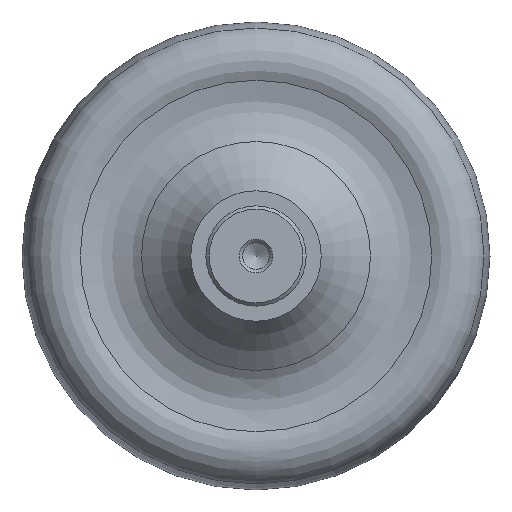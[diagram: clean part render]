
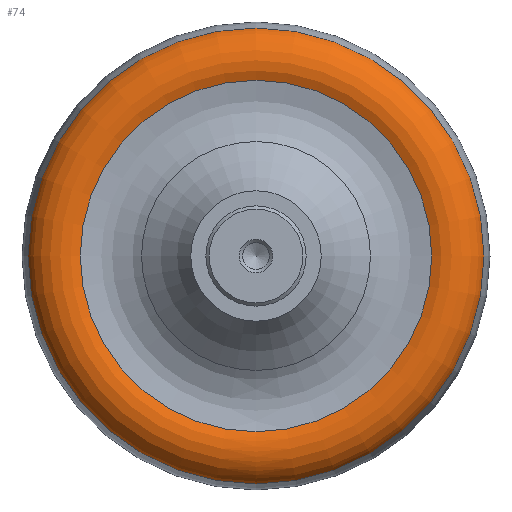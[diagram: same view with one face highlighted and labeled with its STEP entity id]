
A CAD part, left-side view. The second image highlights one B-rep face of the part: STEP entity #74.
In plain terms, the highlighted toroidal (fillet/blend) face has major radius 58 mm and minor radius 11 mm.
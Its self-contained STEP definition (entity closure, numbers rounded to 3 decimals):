
#74 = ADVANCED_FACE( '', ( #159, #160 ), #161, .T. );
#159 = FACE_OUTER_BOUND( '', #272, .T. );
#160 = FACE_OUTER_BOUND( '', #273, .T. );
#161 = TOROIDAL_SURFACE( '', #274, 58., 11. );
#272 = EDGE_LOOP( '', ( #374 ) );
#273 = EDGE_LOOP( '', ( #375 ) );
#274 = AXIS2_PLACEMENT_3D( '', #376, #377, #378 );
#374 = ORIENTED_EDGE( '', *, *, #415, .T. );
#375 = ORIENTED_EDGE( '', *, *, #401, .F. );
#376 = CARTESIAN_POINT( '', ( 36., 0., 0. ) );
#377 = DIRECTION( '', ( 1., 0., 0. ) );
#378 = DIRECTION( '', ( 0., 0., -1. ) );
#401 = EDGE_CURVE( '', #445, #445, #446, .T. );
#415 = EDGE_CURVE( '', #464, #464, #465, .T. );
#445 = VERTEX_POINT( '', #497 );
#446 = CIRCLE( '', #498, 68.159 );
#464 = VERTEX_POINT( '', #516 );
#465 = CIRCLE( '', #517, 52.566 );
#497 = CARTESIAN_POINT( '', ( 31.782, 0., -68.159 ) );
#498 = AXIS2_PLACEMENT_3D( '', #550, #551, #552 );
#516 = CARTESIAN_POINT( '', ( 26.436, 0., -52.566 ) );
#517 = AXIS2_PLACEMENT_3D( '', #568, #569, #570 );
#550 = CARTESIAN_POINT( '', ( 31.782, 0., 0. ) );
#551 = DIRECTION( '', ( 1., 0., 0. ) );
#552 = DIRECTION( '', ( 0., 0., -1. ) );
#568 = CARTESIAN_POINT( '', ( 26.436, 0., 0. ) );
#569 = DIRECTION( '', ( 1., 0., 0. ) );
#570 = DIRECTION( '', ( 0., 0., -1. ) );
